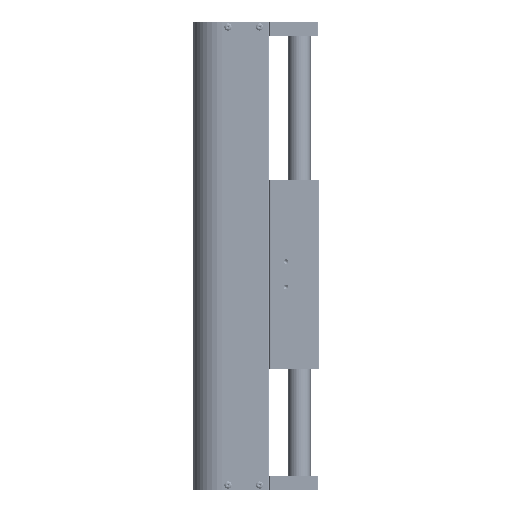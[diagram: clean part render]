
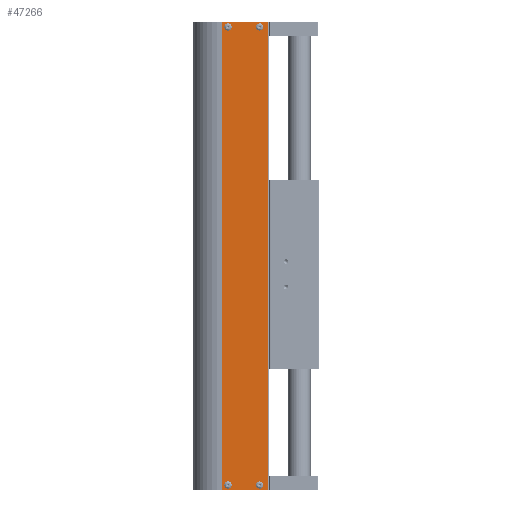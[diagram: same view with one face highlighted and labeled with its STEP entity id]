
A CAD part, left-side view. The second image highlights one B-rep face of the part: STEP entity #47266.
In plain terms, the highlighted face is planar.
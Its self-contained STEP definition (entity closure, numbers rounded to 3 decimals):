
#1521 = ORIENTED_EDGE ( 'NONE', *, *, #86249, .F. ) ;
#3479 = DIRECTION ( 'NONE',  ( 1., 0., 0. ) ) ;
#4159 = VECTOR ( 'NONE', #114187, 1000. ) ;
#4667 = EDGE_CURVE ( 'NONE', #143906, #143906, #74779, .T. ) ;
#4844 = CARTESIAN_POINT ( 'NONE',  ( 32., 0., 517. ) ) ;
#4954 = VERTEX_POINT ( 'NONE', #26042 ) ;
#10125 = EDGE_CURVE ( 'NONE', #4954, #4954, #129192, .T. ) ;
#10904 = CARTESIAN_POINT ( 'NONE',  ( 32., -42., 512. ) ) ;
#13659 = FACE_OUTER_BOUND ( 'NONE', #30748, .T. ) ;
#14310 = ORIENTED_EDGE ( 'NONE', *, *, #58755, .T. ) ;
#14362 = FACE_BOUND ( 'NONE', #38856, .T. ) ;
#15093 = DIRECTION ( 'NONE',  ( -1., 0., 0. ) ) ;
#16048 = ORIENTED_EDGE ( 'NONE', *, *, #101842, .F. ) ;
#16547 = FACE_BOUND ( 'NONE', #127466, .T. ) ;
#18616 = CARTESIAN_POINT ( 'NONE',  ( 32., -42., 5. ) ) ;
#19044 = AXIS2_PLACEMENT_3D ( 'NONE', #47001, #3479, #92937 ) ;
#19599 = CARTESIAN_POINT ( 'NONE',  ( 32., -7., 2.6 ) ) ;
#20363 = DIRECTION ( 'NONE',  ( 1., 0., 0. ) ) ;
#21714 = DIRECTION ( 'NONE',  ( 0., 1., 0. ) ) ;
#24562 = CARTESIAN_POINT ( 'NONE',  ( 32., -52., 517. ) ) ;
#24995 = ORIENTED_EDGE ( 'NONE', *, *, #4667, .F. ) ;
#25266 = PLANE ( 'NONE',  #48183 ) ;
#26042 = CARTESIAN_POINT ( 'NONE',  ( 32., -7., 509.6 ) ) ;
#26442 = CARTESIAN_POINT ( 'NONE',  ( 32., -7., 512. ) ) ;
#26942 = LINE ( 'NONE', #125885, #88477 ) ;
#30377 = CARTESIAN_POINT ( 'NONE',  ( 32., -51.5, 0. ) ) ;
#30582 = ORIENTED_EDGE ( 'NONE', *, *, #60254, .F. ) ;
#30748 = EDGE_LOOP ( 'NONE', ( #43148, #58013, #14310, #30582 ) ) ;
#36800 = FACE_BOUND ( 'NONE', #69127, .T. ) ;
#37900 = CARTESIAN_POINT ( 'NONE',  ( 32., -51.5, 517. ) ) ;
#38856 = EDGE_LOOP ( 'NONE', ( #16048 ) ) ;
#42460 = CARTESIAN_POINT ( 'NONE',  ( 32., -51.5, 517. ) ) ;
#43148 = ORIENTED_EDGE ( 'NONE', *, *, #60392, .F. ) ;
#44134 = LINE ( 'NONE', #98132, #53480 ) ;
#44205 = DIRECTION ( 'NONE',  ( 0., 0., -1. ) ) ;
#47001 = CARTESIAN_POINT ( 'NONE',  ( 32., -7., 5. ) ) ;
#47266 = ADVANCED_FACE ( 'NONE', ( #14362, #13659, #36800, #16547, #81302 ), #25266, .F. ) ;
#48183 = AXIS2_PLACEMENT_3D ( 'NONE', #24562, #15093, #137977 ) ;
#53480 = VECTOR ( 'NONE', #21714, 1000. ) ;
#55962 = CARTESIAN_POINT ( 'NONE',  ( 32., -52., 0. ) ) ;
#58013 = ORIENTED_EDGE ( 'NONE', *, *, #97421, .T. ) ;
#58755 = EDGE_CURVE ( 'NONE', #124739, #80502, #135299, .T. ) ;
#60254 = EDGE_CURVE ( 'NONE', #100307, #80502, #26942, .T. ) ;
#60392 = EDGE_CURVE ( 'NONE', #78337, #100307, #44134, .T. ) ;
#60765 = DIRECTION ( 'NONE',  ( 1., 0., 0. ) ) ;
#60911 = AXIS2_PLACEMENT_3D ( 'NONE', #18616, #60765, #107349 ) ;
#68176 = EDGE_LOOP ( 'NONE', ( #24995 ) ) ;
#69127 = EDGE_LOOP ( 'NONE', ( #1521 ) ) ;
#70720 = DIRECTION ( 'NONE',  ( 0., 0., -1. ) ) ;
#70955 = CIRCLE ( 'NONE', #103598, 2.4 ) ;
#74779 = CIRCLE ( 'NONE', #19044, 2.4 ) ;
#78337 = VERTEX_POINT ( 'NONE', #37900 ) ;
#80502 = VERTEX_POINT ( 'NONE', #86427 ) ;
#81302 = FACE_BOUND ( 'NONE', #68176, .T. ) ;
#84304 = VERTEX_POINT ( 'NONE', #128659 ) ;
#86249 = EDGE_CURVE ( 'NONE', #84304, #84304, #70955, .T. ) ;
#86427 = CARTESIAN_POINT ( 'NONE',  ( 32., 0., 0. ) ) ;
#88477 = VECTOR ( 'NONE', #135297, 1000. ) ;
#92937 = DIRECTION ( 'NONE',  ( 0., 0., -1. ) ) ;
#97421 = EDGE_CURVE ( 'NONE', #78337, #124739, #97876, .T. ) ;
#97876 = LINE ( 'NONE', #42460, #101898 ) ;
#98132 = CARTESIAN_POINT ( 'NONE',  ( 32., -52., 517. ) ) ;
#100307 = VERTEX_POINT ( 'NONE', #4844 ) ;
#101842 = EDGE_CURVE ( 'NONE', #133971, #133971, #137715, .T. ) ;
#101898 = VECTOR ( 'NONE', #131388, 1000. ) ;
#103598 = AXIS2_PLACEMENT_3D ( 'NONE', #10904, #20363, #44205 ) ;
#107349 = DIRECTION ( 'NONE',  ( 0., 0., -1. ) ) ;
#114187 = DIRECTION ( 'NONE',  ( 0., 1., 0. ) ) ;
#116847 = ORIENTED_EDGE ( 'NONE', *, *, #10125, .F. ) ;
#122419 = CARTESIAN_POINT ( 'NONE',  ( 32., -42., 2.6 ) ) ;
#124739 = VERTEX_POINT ( 'NONE', #30377 ) ;
#125885 = CARTESIAN_POINT ( 'NONE',  ( 32., 0., 517. ) ) ;
#126825 = DIRECTION ( 'NONE',  ( 1., 0., 0. ) ) ;
#127466 = EDGE_LOOP ( 'NONE', ( #116847 ) ) ;
#128659 = CARTESIAN_POINT ( 'NONE',  ( 32., -42., 509.6 ) ) ;
#129192 = CIRCLE ( 'NONE', #143046, 2.4 ) ;
#131388 = DIRECTION ( 'NONE',  ( 0., 0., -1. ) ) ;
#133971 = VERTEX_POINT ( 'NONE', #122419 ) ;
#135297 = DIRECTION ( 'NONE',  ( 0., 0., -1. ) ) ;
#135299 = LINE ( 'NONE', #55962, #4159 ) ;
#137715 = CIRCLE ( 'NONE', #60911, 2.4 ) ;
#137977 = DIRECTION ( 'NONE',  ( 0., -1., 0. ) ) ;
#143046 = AXIS2_PLACEMENT_3D ( 'NONE', #26442, #126825, #70720 ) ;
#143906 = VERTEX_POINT ( 'NONE', #19599 ) ;
